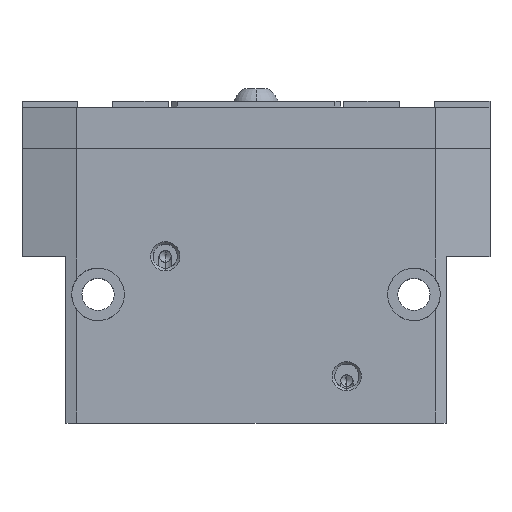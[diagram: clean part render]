
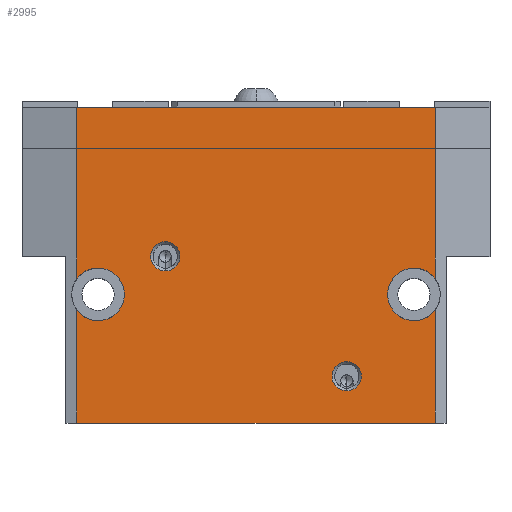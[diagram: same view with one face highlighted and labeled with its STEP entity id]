
A CAD part, top view. The second image highlights one B-rep face of the part: STEP entity #2995.
In plain terms, the highlighted planar face has unit normal (0, 0, 1).
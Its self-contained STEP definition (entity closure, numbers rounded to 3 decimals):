
#1881 = EDGE_CURVE( '', #2969, #2991, #5523, .T. );
#2029 = VERTEX_POINT( '', #5697 );
#2181 = EDGE_CURVE( '', #2991, #4257, #5863, .T. );
#2333 = EDGE_CURVE( '', #3961, #2029, #6043, .T. );
#2553 = EDGE_CURVE( '', #3489, #5141, #6280, .T. );
#2697 = EDGE_CURVE( '', #3489, #5225, #6434, .T. );
#2717 = VERTEX_POINT( '', #6456 );
#2797 = EDGE_CURVE( '', #3309, #4003, #6543, .T. );
#2871 = VERTEX_POINT( '', #6622 );
#2969 = VERTEX_POINT( '', #6726 );
#2991 = VERTEX_POINT( '', #6752 );
#2995 = ADVANCED_FACE( '', ( #6756, #6757, #6758 ), #6759, .T. );
#3089 = VERTEX_POINT( '', #6861 );
#3269 = EDGE_CURVE( '', #4657, #3961, #7070, .T. );
#3309 = VERTEX_POINT( '', #7112 );
#3329 = EDGE_CURVE( '', #5251, #3089, #7137, .T. );
#3489 = VERTEX_POINT( '', #7316 );
#3961 = VERTEX_POINT( '', #7849 );
#3985 = VERTEX_POINT( '', #7873 );
#4003 = VERTEX_POINT( '', #7891 );
#4063 = EDGE_CURVE( '', #3089, #5251, #7961, .T. );
#4257 = VERTEX_POINT( '', #8179 );
#4427 = EDGE_CURVE( '', #2717, #4657, #8365, .T. );
#4657 = VERTEX_POINT( '', #8625 );
#4663 = EDGE_CURVE( '', #4003, #3309, #8631, .T. );
#4743 = EDGE_CURVE( '', #2029, #2871, #8718, .T. );
#4823 = EDGE_CURVE( '', #4257, #2717, #8802, .T. );
#5141 = VERTEX_POINT( '', #9148 );
#5143 = EDGE_CURVE( '', #2871, #5225, #9150, .T. );
#5225 = VERTEX_POINT( '', #9239 );
#5245 = EDGE_CURVE( '', #3985, #2969, #9261, .T. );
#5251 = VERTEX_POINT( '', #9269 );
#5297 = EDGE_CURVE( '', #5141, #3985, #9323, .T. );
#5523 = CIRCLE( '', #9575, 4.5 );
#5697 = CARTESIAN_POINT( '', ( -27., 17.5, 21. ) );
#5863 = LINE( '', #10108, #10109 );
#6043 = CIRCLE( '', #10365, 4.5 );
#6280 = LINE( '', #10755, #10756 );
#6434 = LINE( '', #10977, #10978 );
#6456 = CARTESIAN_POINT( '', ( -30.67, 54., 21. ) );
#6543 = CIRCLE( '', #11155, 2.5 );
#6622 = CARTESIAN_POINT( '', ( -30.67, 19.396, 21. ) );
#6726 = CARTESIAN_POINT( '', ( 27., 26.5, 21. ) );
#6752 = CARTESIAN_POINT( '', ( 30.67, 24.604, 21. ) );
#6756 = FACE_BOUND( '', #11488, .T. );
#6757 = FACE_BOUND( '', #11489, .T. );
#6758 = FACE_OUTER_BOUND( '', #11490, .T. );
#6759 = PLANE( '', #11491 );
#6861 = CARTESIAN_POINT( '', ( 15.5, 10.5, 21. ) );
#7070 = CIRCLE( '', #11923, 4.5 );
#7112 = CARTESIAN_POINT( '', ( -15.5, 26., 21. ) );
#7137 = CIRCLE( '', #12046, 2.5 );
#7316 = CARTESIAN_POINT( '', ( 30.67, 0., 21. ) );
#7849 = CARTESIAN_POINT( '', ( -27., 26.5, 21. ) );
#7873 = CARTESIAN_POINT( '', ( 27., 17.5, 21. ) );
#7891 = CARTESIAN_POINT( '', ( -15.5, 31., 21. ) );
#7961 = CIRCLE( '', #13339, 2.5 );
#8179 = CARTESIAN_POINT( '', ( 30.67, 54., 21. ) );
#8365 = LINE( '', #13952, #13953 );
#8625 = CARTESIAN_POINT( '', ( -30.67, 24.604, 21. ) );
#8631 = CIRCLE( '', #14366, 2.5 );
#8718 = CIRCLE( '', #14485, 4.5 );
#8802 = LINE( '', #14602, #14603 );
#9148 = CARTESIAN_POINT( '', ( 30.67, 19.396, 21. ) );
#9150 = LINE( '', #15171, #15172 );
#9239 = CARTESIAN_POINT( '', ( -30.67, 0., 21. ) );
#9261 = CIRCLE( '', #15322, 4.5 );
#9269 = CARTESIAN_POINT( '', ( 15.5, 5.5, 21. ) );
#9323 = CIRCLE( '', #15416, 4.5 );
#9575 = AXIS2_PLACEMENT_3D( '', #15772, #15773, #15774 );
#10108 = CARTESIAN_POINT( '', ( 30.67, 27., 21. ) );
#10109 = VECTOR( '', #16194, 1. );
#10365 = AXIS2_PLACEMENT_3D( '', #16468, #16469, #16470 );
#10755 = CARTESIAN_POINT( '', ( 30.67, 27., 21. ) );
#10756 = VECTOR( '', #16701, 1. );
#10977 = CARTESIAN_POINT( '', ( 40., 0., 21. ) );
#10978 = VECTOR( '', #16850, 1. );
#11155 = AXIS2_PLACEMENT_3D( '', #16958, #16959, #16960 );
#11488 = EDGE_LOOP( '', ( #17169, #17170 ) );
#11489 = EDGE_LOOP( '', ( #17171, #17172 ) );
#11490 = EDGE_LOOP( '', ( #17173, #17174, #17175, #17176, #17177, #17178, #17179, #17180, #17181, #17182, #17183, #17184 ) );
#11491 = AXIS2_PLACEMENT_3D( '', #17185, #17186, #17187 );
#11923 = AXIS2_PLACEMENT_3D( '', #17549, #17550, #17551 );
#12046 = AXIS2_PLACEMENT_3D( '', #17626, #17627, #17628 );
#13339 = AXIS2_PLACEMENT_3D( '', #18571, #18572, #18573 );
#13952 = CARTESIAN_POINT( '', ( -30.67, 27., 21. ) );
#13953 = VECTOR( '', #19031, 1. );
#14366 = AXIS2_PLACEMENT_3D( '', #19363, #19364, #19365 );
#14485 = AXIS2_PLACEMENT_3D( '', #19459, #19460, #19461 );
#14602 = CARTESIAN_POINT( '', ( 40., 54., 21. ) );
#14603 = VECTOR( '', #19521, 1. );
#15171 = CARTESIAN_POINT( '', ( -30.67, 27., 21. ) );
#15172 = VECTOR( '', #19875, 1. );
#15322 = AXIS2_PLACEMENT_3D( '', #19999, #20000, #20001 );
#15416 = AXIS2_PLACEMENT_3D( '', #20093, #20094, #20095 );
#15772 = CARTESIAN_POINT( '', ( 27., 22., 21. ) );
#15773 = DIRECTION( '', ( 0., 0., -1. ) );
#15774 = DIRECTION( '', ( 0., 1., 0. ) );
#16194 = DIRECTION( '', ( 0., 1., 0. ) );
#16468 = CARTESIAN_POINT( '', ( -27., 22., 21. ) );
#16469 = DIRECTION( '', ( 0., 0., -1. ) );
#16470 = DIRECTION( '', ( 0., 1., 0. ) );
#16701 = DIRECTION( '', ( 0., 1., 0. ) );
#16850 = DIRECTION( '', ( -1., 0., 0. ) );
#16958 = CARTESIAN_POINT( '', ( -15.5, 28.5, 21. ) );
#16959 = DIRECTION( '', ( 0., 0., -1. ) );
#16960 = DIRECTION( '', ( 0., 1., 0. ) );
#17169 = ORIENTED_EDGE( '', *, *, #4063, .T. );
#17170 = ORIENTED_EDGE( '', *, *, #3329, .T. );
#17171 = ORIENTED_EDGE( '', *, *, #4663, .T. );
#17172 = ORIENTED_EDGE( '', *, *, #2797, .T. );
#17173 = ORIENTED_EDGE( '', *, *, #3269, .T. );
#17174 = ORIENTED_EDGE( '', *, *, #2333, .T. );
#17175 = ORIENTED_EDGE( '', *, *, #4743, .T. );
#17176 = ORIENTED_EDGE( '', *, *, #5143, .T. );
#17177 = ORIENTED_EDGE( '', *, *, #2697, .F. );
#17178 = ORIENTED_EDGE( '', *, *, #2553, .T. );
#17179 = ORIENTED_EDGE( '', *, *, #5297, .T. );
#17180 = ORIENTED_EDGE( '', *, *, #5245, .T. );
#17181 = ORIENTED_EDGE( '', *, *, #1881, .T. );
#17182 = ORIENTED_EDGE( '', *, *, #2181, .T. );
#17183 = ORIENTED_EDGE( '', *, *, #4823, .T. );
#17184 = ORIENTED_EDGE( '', *, *, #4427, .T. );
#17185 = CARTESIAN_POINT( '', ( 40., 54., 21. ) );
#17186 = DIRECTION( '', ( 0., 0., 1. ) );
#17187 = DIRECTION( '', ( 0., 1., 0. ) );
#17549 = CARTESIAN_POINT( '', ( -27., 22., 21. ) );
#17550 = DIRECTION( '', ( 0., 0., -1. ) );
#17551 = DIRECTION( '', ( 0., 1., 0. ) );
#17626 = CARTESIAN_POINT( '', ( 15.5, 8., 21. ) );
#17627 = DIRECTION( '', ( 0., 0., -1. ) );
#17628 = DIRECTION( '', ( 0., 1., 0. ) );
#18571 = CARTESIAN_POINT( '', ( 15.5, 8., 21. ) );
#18572 = DIRECTION( '', ( 0., 0., -1. ) );
#18573 = DIRECTION( '', ( 0., 1., 0. ) );
#19031 = DIRECTION( '', ( 0., -1., 0. ) );
#19363 = CARTESIAN_POINT( '', ( -15.5, 28.5, 21. ) );
#19364 = DIRECTION( '', ( 0., 0., -1. ) );
#19365 = DIRECTION( '', ( 0., 1., 0. ) );
#19459 = CARTESIAN_POINT( '', ( -27., 22., 21. ) );
#19460 = DIRECTION( '', ( 0., 0., -1. ) );
#19461 = DIRECTION( '', ( 0., 1., 0. ) );
#19521 = DIRECTION( '', ( -1., 0., 0. ) );
#19875 = DIRECTION( '', ( 0., -1., 0. ) );
#19999 = CARTESIAN_POINT( '', ( 27., 22., 21. ) );
#20000 = DIRECTION( '', ( 0., 0., -1. ) );
#20001 = DIRECTION( '', ( 0., 1., 0. ) );
#20093 = CARTESIAN_POINT( '', ( 27., 22., 21. ) );
#20094 = DIRECTION( '', ( 0., 0., -1. ) );
#20095 = DIRECTION( '', ( 0., 1., 0. ) );
